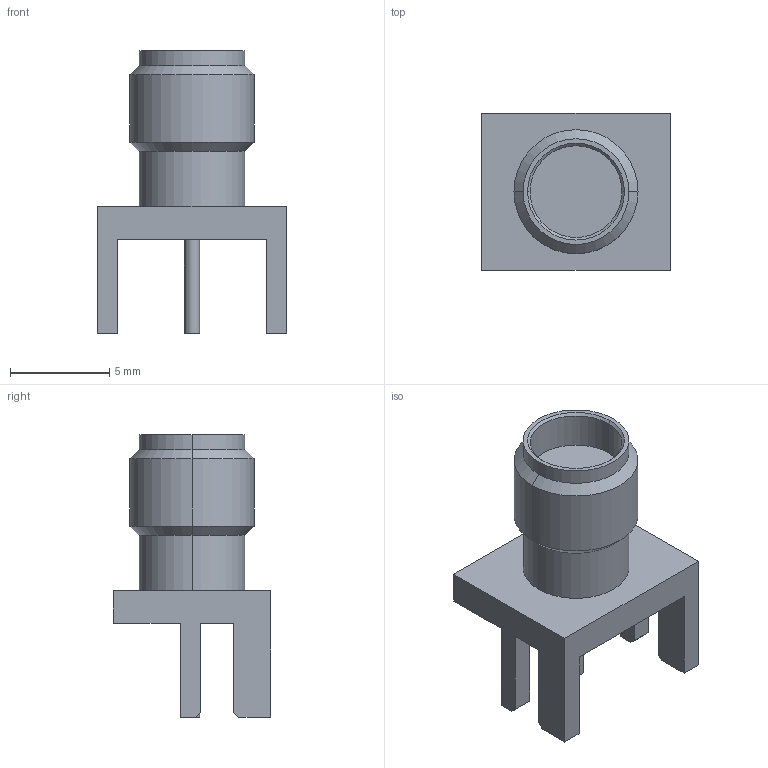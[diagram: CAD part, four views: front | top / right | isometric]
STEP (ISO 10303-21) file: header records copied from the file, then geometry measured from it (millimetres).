
FILE_DESCRIPTION (( 'STEP AP214' ), '1' );
FILE_NAME ('2985-6035.STEP', '2015-09-18T20:40:02', ( '' ), ( '' ), 'SwSTEP 2.0', 'SolidWorks 2015', '' );
FILE_SCHEMA (( 'AUTOMOTIVE_DESIGN' ));
Length unit declared in the file: inch
Products named in the file (1): 2985-6035
Bounding box: 9.53 x 7.92 x 14.27 mm (x, y, z)
Volume: 329 mm3; surface area: 490.5 mm2
Topology: 1 solids, 1 shells, 46 faces, 110 edges, 70 vertices
Faces by surface type: plane 28, cylinder 12, cone 6
Entity records: 1973 total; most frequent: CARTESIAN_POINT 261, DIRECTION 226, ORIENTED_EDGE 220, EDGE_CURVE 110, VECTOR 84, LINE 84, AXIS2_PLACEMENT_3D 71, VERTEX_POINT 70
